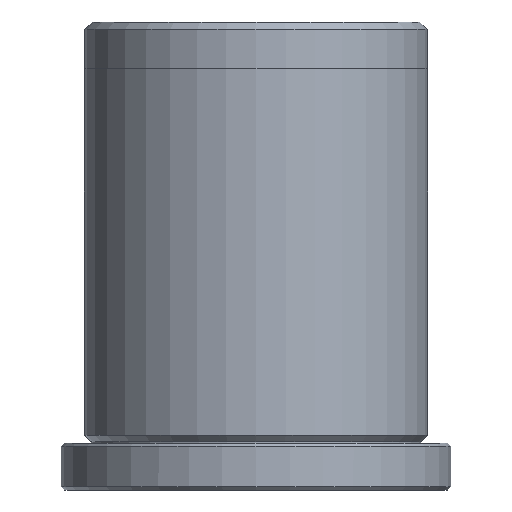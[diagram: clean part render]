
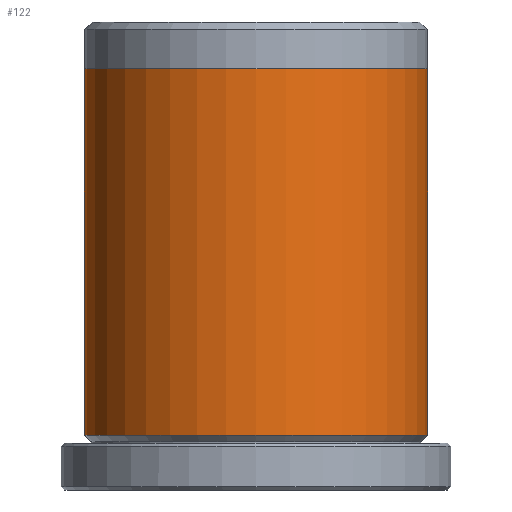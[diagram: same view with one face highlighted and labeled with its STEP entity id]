
A CAD part, front view. The second image highlights one B-rep face of the part: STEP entity #122.
In plain terms, the highlighted cylindrical face has radius 11 mm (diameter 22 mm), a partial arc.
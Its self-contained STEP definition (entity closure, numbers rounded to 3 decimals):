
#45 = CYLINDRICAL_SURFACE ( 'NONE', #1216, 11. ) ;
#69 = VERTEX_POINT ( 'NONE', #1310 ) ;
#87 = LINE ( 'NONE', #985, #1513 ) ;
#95 = CARTESIAN_POINT ( 'NONE',  ( 0., 0., 3.5 ) ) ;
#122 = ADVANCED_FACE ( 'NONE', ( #1181 ), #45, .T. ) ;
#131 = AXIS2_PLACEMENT_3D ( 'NONE', #380, #1385, #528 ) ;
#193 = ORIENTED_EDGE ( 'NONE', *, *, #1073, .F. ) ;
#214 = CIRCLE ( 'NONE', #131, 11. ) ;
#230 = DIRECTION ( 'NONE',  ( -1., 0., 0. ) ) ;
#241 = ORIENTED_EDGE ( 'NONE', *, *, #1168, .T. ) ;
#380 = CARTESIAN_POINT ( 'NONE',  ( 0., 0., 27. ) ) ;
#404 = CARTESIAN_POINT ( 'NONE',  ( 0., 0., 30. ) ) ;
#528 = DIRECTION ( 'NONE',  ( 1., 0., 0. ) ) ;
#794 = CARTESIAN_POINT ( 'NONE',  ( 11., 0., 3.5 ) ) ;
#823 = VERTEX_POINT ( 'NONE', #1413 ) ;
#842 = DIRECTION ( 'NONE',  ( 0., 0., -1. ) ) ;
#897 = ORIENTED_EDGE ( 'NONE', *, *, #1270, .F. ) ;
#945 = VECTOR ( 'NONE', #1190, 1000. ) ;
#980 = EDGE_CURVE ( 'NONE', #1011, #823, #1444, .T. ) ;
#985 = CARTESIAN_POINT ( 'NONE',  ( -11., 0., 30. ) ) ;
#1011 = VERTEX_POINT ( 'NONE', #794 ) ;
#1047 = CARTESIAN_POINT ( 'NONE',  ( 11., 0., 27. ) ) ;
#1073 = EDGE_CURVE ( 'NONE', #69, #1547, #214, .T. ) ;
#1093 = DIRECTION ( 'NONE',  ( 0., 0., -1. ) ) ;
#1168 = EDGE_CURVE ( 'NONE', #69, #823, #87, .T. ) ;
#1181 = FACE_OUTER_BOUND ( 'NONE', #1448, .T. ) ;
#1190 = DIRECTION ( 'NONE',  ( 0., 0., -1. ) ) ;
#1216 = AXIS2_PLACEMENT_3D ( 'NONE', #404, #842, #1278 ) ;
#1270 = EDGE_CURVE ( 'NONE', #1547, #1011, #1724, .T. ) ;
#1278 = DIRECTION ( 'NONE',  ( -1., 0., 0. ) ) ;
#1310 = CARTESIAN_POINT ( 'NONE',  ( -11., 0., 27. ) ) ;
#1385 = DIRECTION ( 'NONE',  ( 0., 0., 1. ) ) ;
#1413 = CARTESIAN_POINT ( 'NONE',  ( -11., 0., 3.5 ) ) ;
#1414 = DIRECTION ( 'NONE',  ( 0., 0., -1. ) ) ;
#1444 = CIRCLE ( 'NONE', #1703, 11. ) ;
#1448 = EDGE_LOOP ( 'NONE', ( #897, #193, #241, #1609 ) ) ;
#1478 = CARTESIAN_POINT ( 'NONE',  ( 11., 0., 30. ) ) ;
#1513 = VECTOR ( 'NONE', #1414, 1000. ) ;
#1547 = VERTEX_POINT ( 'NONE', #1047 ) ;
#1609 = ORIENTED_EDGE ( 'NONE', *, *, #980, .F. ) ;
#1703 = AXIS2_PLACEMENT_3D ( 'NONE', #95, #1093, #230 ) ;
#1724 = LINE ( 'NONE', #1478, #945 ) ;
